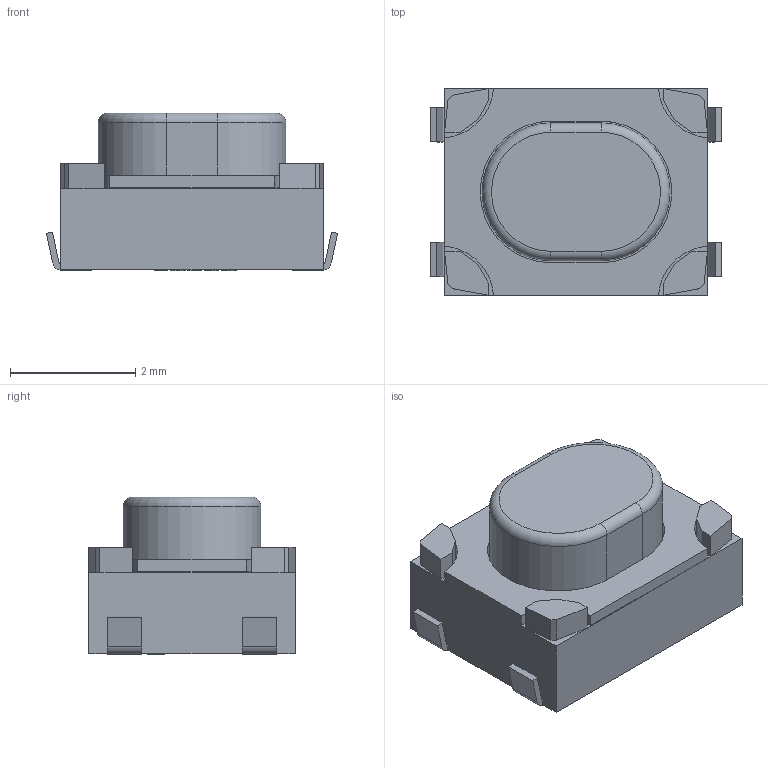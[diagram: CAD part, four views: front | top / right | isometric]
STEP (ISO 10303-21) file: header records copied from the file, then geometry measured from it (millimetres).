
FILE_DESCRIPTION((''),'2;1');
FILE_NAME('12','2021-09-04T16:36:58',('Administrator'),(''),'CREO PARAMETRIC BY PTC INC, 2016510','CREO PARAMETRIC BY PTC INC, 2016510','');
FILE_SCHEMA(('CONFIG_CONTROL_DESIGN','GEOMETRIC_VALIDATION_PROPERTIES_MIM'));
Length unit declared in the file: millimetre
Products named in the file (1): 12
Bounding box: 4.65 x 3.3 x 2.52 mm (x, y, z)
Volume: 26 mm3; surface area: 83.8 mm2
Topology: 2 solids, 2 shells, 230 faces, 607 edges, 398 vertices
Faces by surface type: plane 192, cylinder 36, torus 2
Entity records: 8730 total; most frequent: CARTESIAN_POINT 1237, ORIENTED_EDGE 1214, DIRECTION 1141, EDGE_CURVE 607, VECTOR 533, LINE 533, VERTEX_POINT 398, AXIS2_PLACEMENT_3D 304
